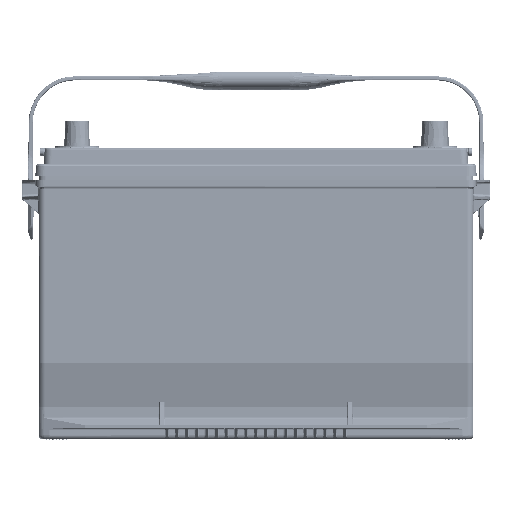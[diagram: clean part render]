
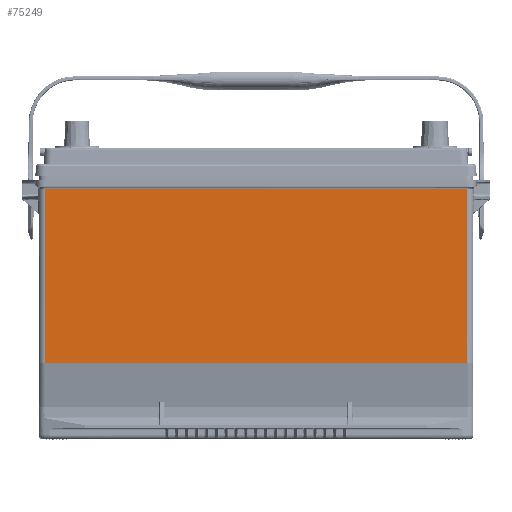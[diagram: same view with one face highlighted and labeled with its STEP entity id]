
A CAD part, front view. The second image highlights one B-rep face of the part: STEP entity #75249.
In plain terms, the highlighted planar face has unit normal (0, -1, 0).
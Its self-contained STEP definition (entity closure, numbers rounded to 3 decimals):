
#71429=PLANE('',#218328);
#75249=ADVANCED_FACE('',(#87791),#71429,.F.);
#87791=FACE_OUTER_BOUND('',#97256,.T.);
#97256=EDGE_LOOP('',(#126642,#126643,#126644,#126645));
#126642=ORIENTED_EDGE('',*,*,#181273,.F.);
#126643=ORIENTED_EDGE('',*,*,#181274,.T.);
#126644=ORIENTED_EDGE('',*,*,#181275,.T.);
#126645=ORIENTED_EDGE('',*,*,#181079,.F.);
#166387=VERTEX_POINT('',#292156);
#166388=VERTEX_POINT('',#292158);
#166543=VERTEX_POINT('',#293854);
#166544=VERTEX_POINT('',#293856);
#181079=EDGE_CURVE('LINE',#166387,#166388,#201625,.T.);
#181273=EDGE_CURVE('LINE',#166543,#166387,#201686,.T.);
#181274=EDGE_CURVE('LINE',#166543,#166544,#201687,.T.);
#181275=EDGE_CURVE('LINE',#166544,#166388,#201688,.T.);
#201625=LINE('',#292157,#209426);
#201686=LINE('',#293853,#209487);
#201687=LINE('',#293855,#209488);
#201688=LINE('',#293857,#209489);
#209426=VECTOR('',#232246,1.);
#209487=VECTOR('',#232487,1.);
#209488=VECTOR('',#232488,1.);
#209489=VECTOR('',#232489,1.);
#218328=AXIS2_PLACEMENT_3D('',#293858,#232490,#232491);
#232246=DIRECTION('',(0.,0.,1.));
#232487=DIRECTION('',(-1.,0.,0.));
#232488=DIRECTION('',(0.,0.,1.));
#232489=DIRECTION('',(-1.,0.,0.));
#232490=DIRECTION('',(0.,1.,0.));
#232491=DIRECTION('',(0.,0.,1.));
#292156=CARTESIAN_POINT('',(-145.41,-84.955,-137.08));
#292157=CARTESIAN_POINT('',(-145.41,-84.955,-103.4));
#292158=CARTESIAN_POINT('',(-145.41,-84.955,-17.06));
#293853=CARTESIAN_POINT('',(0.,-84.955,-137.08));
#293854=CARTESIAN_POINT('',(145.41,-84.955,-137.08));
#293855=CARTESIAN_POINT('',(145.41,-84.955,-77.07));
#293856=CARTESIAN_POINT('',(145.41,-84.955,-17.06));
#293857=CARTESIAN_POINT('',(0.,-84.955,-17.06));
#293858=CARTESIAN_POINT('',(0.,-84.955,-189.74));
